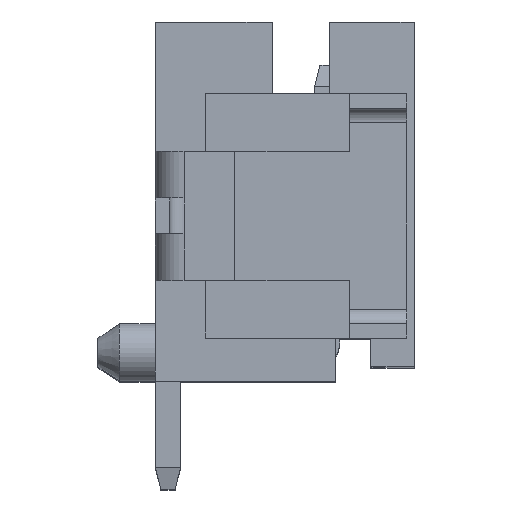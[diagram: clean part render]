
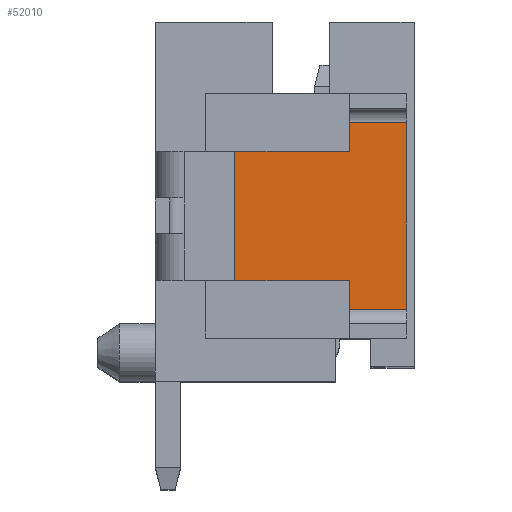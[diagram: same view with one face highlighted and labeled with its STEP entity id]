
A CAD part, top view. The second image highlights one B-rep face of the part: STEP entity #52010.
In plain terms, the highlighted planar face has unit normal (0, 0, 1).
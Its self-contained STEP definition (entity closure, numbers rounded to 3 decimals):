
#2620=CARTESIAN_POINT('',(0.283,1.27,14.15));
#2630=VERTEX_POINT('',#2620);
#2860=CARTESIAN_POINT('',(-0.417,1.27,14.15));
#2870=VERTEX_POINT('',#2860);
#2900=CARTESIAN_POINT('',(0.,1.27,14.15));
#2910=DIRECTION('',(1.,0.,0.));
#2920=VECTOR('',#2910,1.);
#2930=LINE('',#2900,#2920);
#2940=CARTESIAN_POINT('',(-0.751,1.27,14.15));
#2950=VERTEX_POINT('',#2940);
#2960=EDGE_CURVE('',#2950,#2870,#2930,.T.);
#3140=CARTESIAN_POINT('',(-0.917,1.27,14.15));
#3150=VERTEX_POINT('',#3140);
#3180=CARTESIAN_POINT('',(-1.167,1.27,14.15));
#3190=VERTEX_POINT('',#3180);
#3200=EDGE_CURVE('',#3190,#3150,#2930,.T.);
#5780=CARTESIAN_POINT('',(1.083,-1.23,14.15));
#5790=VERTEX_POINT('',#5780);
#5820=CARTESIAN_POINT('',(1.083,-0.448,14.15));
#5830=DIRECTION('',(0.,-1.,0.));
#5840=VECTOR('',#5830,1.);
#5850=LINE('',#5820,#5840);
#5860=CARTESIAN_POINT('',(1.083,1.37,14.15));
#5870=VERTEX_POINT('',#5860);
#5880=EDGE_CURVE('',#5870,#5790,#5850,.T.);
#12850=CARTESIAN_POINT('',(0.283,1.37,14.15));
#12860=VERTEX_POINT('',#12850);
#12890=CARTESIAN_POINT('',(0.283,0.,14.15));
#12900=DIRECTION('',(0.,1.,0.));
#12910=VECTOR('',#12900,1.);
#12920=LINE('',#12890,#12910);
#12930=EDGE_CURVE('',#2630,#12860,#12920,.T.);
#15230=CARTESIAN_POINT('',(-0.917,1.22,14.15));
#15240=VERTEX_POINT('',#15230);
#15270=CARTESIAN_POINT('',(-0.917,-0.448,14.15))
;
#15280=DIRECTION('',(0.,-1.,0.));
#15290=VECTOR('',#15280,1.);
#15300=LINE('',#15270,#15290);
#15310=EDGE_CURVE('',#3150,#15240,#15300,.T.);
#18250=CARTESIAN_POINT('',(0.283,-1.13,14.15));
#18260=VERTEX_POINT('',#18250);
#18290=CARTESIAN_POINT('',(0.283,0.,14.15));
#18300=DIRECTION('',(0.,1.,0.));
#18310=VECTOR('',#18300,1.);
#18320=LINE('',#18290,#18310);
#18330=CARTESIAN_POINT('',(0.283,-1.23,14.15));
#18340=VERTEX_POINT('',#18330);
#18350=EDGE_CURVE('',#18340,#18260,#18320,.T.);
#18830=CARTESIAN_POINT('',(-1.167,-1.13,14.15));
#18840=VERTEX_POINT('',#18830);
#18870=CARTESIAN_POINT('',(0.,-1.13,14.15));
#18880=DIRECTION('',(-1.,0.,0.));
#18890=VECTOR('',#18880,1.);
#18900=LINE('',#18870,#18890);
#18910=CARTESIAN_POINT('',(-0.917,-1.13,14.15));
#18920=VERTEX_POINT('',#18910);
#18930=EDGE_CURVE('',#18920,#18840,#18900,.T.);
#19110=CARTESIAN_POINT('',(-0.751,-1.13,14.15));
#19120=VERTEX_POINT('',#19110);
#19150=CARTESIAN_POINT('',(-0.417,-1.13,14.15));
#19160=VERTEX_POINT('',#19150);
#19170=EDGE_CURVE('',#19160,#19120,#18900,.T.);
#28540=CARTESIAN_POINT('',(-1.417,1.07,14.15));
#28550=VERTEX_POINT('',#28540);
#28580=CARTESIAN_POINT('',(-1.417,-0.448,14.15));
#28590=DIRECTION('',(0.,1.,0.));
#28600=VECTOR('',#28590,1.);
#28610=LINE('',#28580,#28600);
#28620=CARTESIAN_POINT('',(-1.417,0.97,14.15));
#28630=VERTEX_POINT('',#28620);
#28640=EDGE_CURVE('',#28630,#28550,#28610,.T.);
#36600=CARTESIAN_POINT('',(-0.387,1.379,14.15));
#36610=DIRECTION('',(0.958,0.287,
0.));
#36620=VECTOR('',#36610,1.);
#36630=LINE('',#36600,#36620);
#36640=EDGE_CURVE('',#15240,#2950,#36630,.T.);
#38300=CARTESIAN_POINT('',(0.283,1.22,14.15));
#38310=VERTEX_POINT('',#38300);
#38360=CARTESIAN_POINT('',(-0.387,1.22,14.15));
#38370=DIRECTION('',(1.,0.,0.));
#38380=VECTOR('',#38370,1.);
#38390=LINE('',#38360,#38380);
#38400=CARTESIAN_POINT('',(-0.417,1.22,14.15));
#38410=VERTEX_POINT('',#38400);
#38420=EDGE_CURVE('',#38410,#38310,#38390,.T.);
#39050=CARTESIAN_POINT('',(-1.256,1.252,14.15));
#39060=VERTEX_POINT('',#39050);
#39090=CARTESIAN_POINT('',(-1.217,1.056,14.15));
#39100=DIRECTION('',(0.,0.,1.));
#39110=DIRECTION('',(0.,-1.,0.));
#39120=AXIS2_PLACEMENT_3D('',#39090,#39100,#39110);
#39130=CIRCLE('',#39120,0.2);
#39140=EDGE_CURVE('',#39060,#28550,#39130,.T.);
#39300=CARTESIAN_POINT('',(-1.417,-0.931,14.15));
#39310=VERTEX_POINT('',#39300);
#39340=CARTESIAN_POINT('',(-1.217,-0.917,14.15));
#39350=DIRECTION('',(0.,0.,-1.));
#39360=DIRECTION('',(0.,1.,0.));
#39370=AXIS2_PLACEMENT_3D('',#39340,#39350,#39360);
#39380=CIRCLE('',#39370,0.2);
#39390=CARTESIAN_POINT('',(-1.256,-1.113,14.15));
#39400=VERTEX_POINT('',#39390);
#39410=EDGE_CURVE('',#39400,#39310,#39380,.T.);
#43050=CARTESIAN_POINT('',(-0.387,1.37,14.15));
#43060=DIRECTION('',(-1.,0.,0.));
#43070=VECTOR('',#43060,1.);
#43080=LINE('',#43050,#43070);
#43090=EDGE_CURVE('',#5870,#12860,#43080,.T.);
#44690=CARTESIAN_POINT('',(-0.417,-0.448,14.15))
;
#44700=DIRECTION('',(0.,-1.,0.));
#44710=VECTOR('',#44700,1.);
#44720=LINE('',#44690,#44710);
#44730=EDGE_CURVE('',#2870,#38410,#44720,.T.);
#45680=CARTESIAN_POINT('',(-2.017,-0.83,14.15));
#45690=VERTEX_POINT('',#45680);
#45720=CARTESIAN_POINT('',(-0.387,-0.83,14.15))
;
#45730=DIRECTION('',(-1.,0.,0.));
#45740=VECTOR('',#45730,1.);
#45750=LINE('',#45720,#45740);
#45760=CARTESIAN_POINT('',(-1.417,-0.83,14.15));
#45770=VERTEX_POINT('',#45760);
#45780=EDGE_CURVE('',#45770,#45690,#45750,.T.);
#46250=CARTESIAN_POINT('',(-0.417,-1.08,14.15));
#46260=VERTEX_POINT('',#46250);
#46290=CARTESIAN_POINT('',(-0.387,-1.08,14.15));
#46300=DIRECTION('',(-1.,0.,0.));
#46310=VECTOR('',#46300,1.);
#46320=LINE('',#46290,#46310);
#46330=CARTESIAN_POINT('',(0.283,-1.08,14.15));
#46340=VERTEX_POINT('',#46330);
#46350=EDGE_CURVE('',#46340,#46260,#46320,.T.);
#47000=CARTESIAN_POINT('',(-0.387,1.426,14.15));
#47010=DIRECTION('',(0.981,0.196,
0.));
#47020=VECTOR('',#47010,1.);
#47030=LINE('',#47000,#47020);
#47040=EDGE_CURVE('',#39060,#3190,#47030,.T.);
#48090=CARTESIAN_POINT('',(-0.387,-1.287,14.15));
#48100=DIRECTION('',(-0.981,0.196,
0.));
#48110=VECTOR('',#48100,1.);
#48120=LINE('',#48090,#48110);
#48130=EDGE_CURVE('',#18840,#39400,#48120,.T.);
#48490=CARTESIAN_POINT('',(-0.917,-0.448,14.15))
;
#48500=DIRECTION('',(0.,-1.,0.));
#48510=VECTOR('',#48500,1.);
#48520=LINE('',#48490,#48510);
#48530=CARTESIAN_POINT('',(-0.917,-1.08,14.15));
#48540=VERTEX_POINT('',#48530);
#48550=EDGE_CURVE('',#48540,#18920,#48520,.T.);
#48980=CARTESIAN_POINT('',(-0.387,-1.24,14.15));
#48990=DIRECTION('',(-0.958,0.287,
0.));
#49000=VECTOR('',#48990,1.);
#49010=LINE('',#48980,#49000);
#49020=EDGE_CURVE('',#19120,#48540,#49010,.T.);
#49130=CARTESIAN_POINT('',(-2.017,1.77,14.15));
#49140=DIRECTION('',(0.,-1.,0.));
#49150=VECTOR('',#49140,1.);
#49160=LINE('',#49130,#49150);
#49170=CARTESIAN_POINT('',(-2.017,0.97,14.15));
#49180=VERTEX_POINT('',#49170);
#49190=EDGE_CURVE('',#49180,#45690,#49160,.T.);
#49450=CARTESIAN_POINT('',(0.283,-0.448,14.15));
#49460=DIRECTION('',(0.,-1.,0.));
#49470=VECTOR('',#49460,1.);
#49480=LINE('',#49450,#49470);
#49490=EDGE_CURVE('',#46340,#18260,#49480,.T.);
#50410=CARTESIAN_POINT('',(-0.417,-0.448,14.15))
;
#50420=DIRECTION('',(0.,-1.,0.));
#50430=VECTOR('',#50420,1.);
#50440=LINE('',#50410,#50430);
#50450=EDGE_CURVE('',#46260,#19160,#50440,.T.);
#51460=CARTESIAN_POINT('',(1.083,1.77,14.15));
#51470=DIRECTION('',(0.,0.,-1.));
#51480=DIRECTION('',(1.,0.,0.));
#51490=AXIS2_PLACEMENT_3D('',#51460,#51470,#51480);
#51500=PLANE('',#51490);
#51510=ORIENTED_EDGE('',*,*,#28640,.F.);
#51520=ORIENTED_EDGE('',*,*,#39140,.T.);
#51530=ORIENTED_EDGE('',*,*,#47040,.F.);
#51540=ORIENTED_EDGE('',*,*,#3200,.F.);
#51550=ORIENTED_EDGE('',*,*,#15310,.F.);
#51560=ORIENTED_EDGE('',*,*,#36640,.F.);
#51570=ORIENTED_EDGE('',*,*,#2960,.F.);
#51580=ORIENTED_EDGE('',*,*,#44730,.F.);
#51590=ORIENTED_EDGE('',*,*,#38420,.F.);
#51600=CARTESIAN_POINT('',(0.283,-0.448,14.15));
#51610=DIRECTION('',(0.,-1.,0.));
#51620=VECTOR('',#51610,1.);
#51630=LINE('',#51600,#51620);
#51640=EDGE_CURVE('',#2630,#38310,#51630,.T.);
#51650=ORIENTED_EDGE('',*,*,#51640,.T.);
#51660=ORIENTED_EDGE('',*,*,#12930,.F.);
#51670=ORIENTED_EDGE('',*,*,#43090,.T.);
#51680=ORIENTED_EDGE('',*,*,#5880,.F.);
#51690=CARTESIAN_POINT('',(-0.387,-1.23,14.15));
#51700=DIRECTION('',(1.,0.,0.));
#51710=VECTOR('',#51700,1.);
#51720=LINE('',#51690,#51710);
#51730=EDGE_CURVE('',#18340,#5790,#51720,.T.);
#51740=ORIENTED_EDGE('',*,*,#51730,.T.);
#51750=ORIENTED_EDGE('',*,*,#18350,.F.);
#51760=ORIENTED_EDGE('',*,*,#49490,.T.);
#51770=ORIENTED_EDGE('',*,*,#46350,.F.);
#51780=ORIENTED_EDGE('',*,*,#50450,.F.);
#51790=ORIENTED_EDGE('',*,*,#19170,.F.);
#51800=ORIENTED_EDGE('',*,*,#49020,.F.);
#51810=ORIENTED_EDGE('',*,*,#48550,.F.);
#51820=ORIENTED_EDGE('',*,*,#18930,.F.);
#51830=ORIENTED_EDGE('',*,*,#48130,.F.);
#51840=ORIENTED_EDGE('',*,*,#39410,.F.);
#51850=CARTESIAN_POINT('',(-1.417,-0.448,14.15));
#51860=DIRECTION('',(0.,1.,0.));
#51870=VECTOR('',#51860,1.);
#51880=LINE('',#51850,#51870);
#51890=EDGE_CURVE('',#39310,#45770,#51880,.T.);
#51900=ORIENTED_EDGE('',*,*,#51890,.F.);
#51910=ORIENTED_EDGE('',*,*,#45780,.F.);
#51920=ORIENTED_EDGE('',*,*,#49190,.T.);
#51930=CARTESIAN_POINT('',(-0.387,0.97,14.15));
#51940=DIRECTION('',(1.,0.,0.));
#51950=VECTOR('',#51940,1.);
#51960=LINE('',#51930,#51950);
#51970=EDGE_CURVE('',#49180,#28630,#51960,.T.);
#51980=ORIENTED_EDGE('',*,*,#51970,.F.);
#51990=EDGE_LOOP('',(#51980,#51920,#51910,#51900,#51840,#51830,#51820,
#51810,#51800,#51790,#51780,#51770,#51760,#51750,#51740,#51680,#51670,
#51660,#51650,#51590,#51580,#51570,#51560,#51550,#51540,#51530,#51520,
#51510));
#52000=FACE_OUTER_BOUND('',#51990,.T.);
#52010=ADVANCED_FACE('',(#52000),#51500,.F.);
